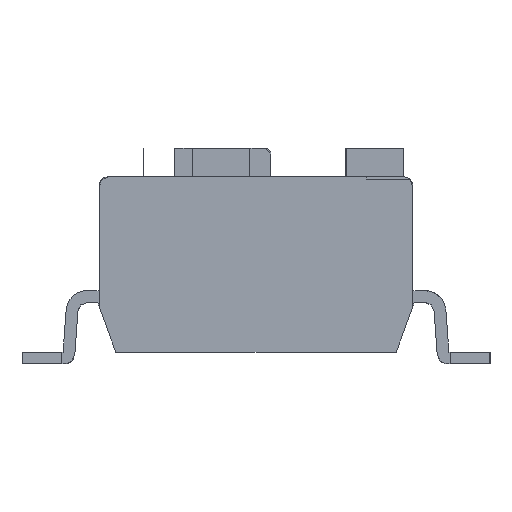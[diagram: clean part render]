
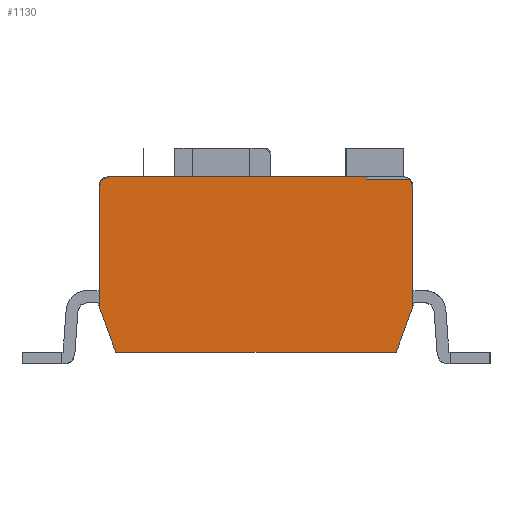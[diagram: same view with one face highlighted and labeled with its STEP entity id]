
A CAD part, left-side view. The second image highlights one B-rep face of the part: STEP entity #1130.
In plain terms, the highlighted planar face has unit normal (1, 0, 0).
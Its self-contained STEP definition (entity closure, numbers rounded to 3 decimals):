
#203=(
BOUNDED_CURVE()
B_SPLINE_CURVE(2,(#21569,#21570,#21571),.UNSPECIFIED.,.F.,.F.)
B_SPLINE_CURVE_WITH_KNOTS((3,3),(0.,0.318),.UNSPECIFIED.)
CURVE()
GEOMETRIC_REPRESENTATION_ITEM()
RATIONAL_B_SPLINE_CURVE((1.,0.707,1.))
REPRESENTATION_ITEM('')
);
#205=(
BOUNDED_CURVE()
B_SPLINE_CURVE(2,(#21585,#21586,#21587),.UNSPECIFIED.,.F.,.F.)
B_SPLINE_CURVE_WITH_KNOTS((3,3),(0.,0.172),.UNSPECIFIED.)
CURVE()
GEOMETRIC_REPRESENTATION_ITEM()
RATIONAL_B_SPLINE_CURVE((1.,0.911,1.))
REPRESENTATION_ITEM('')
);
#1130=ADVANCED_FACE('',(#1781),#11365,.T.);
#1781=FACE_OUTER_BOUND('',#2447,.T.);
#2447=EDGE_LOOP('',(#5143,#5144,#5145,#5146,#5147,#5148,#5149,#5150,#5151,
#5152));
#5143=ORIENTED_EDGE('',*,*,#7585,.T.);
#5144=ORIENTED_EDGE('',*,*,#7586,.T.);
#5145=ORIENTED_EDGE('',*,*,#7404,.T.);
#5146=ORIENTED_EDGE('',*,*,#7591,.T.);
#5147=ORIENTED_EDGE('',*,*,#7406,.F.);
#5148=ORIENTED_EDGE('',*,*,#7195,.T.);
#5149=ORIENTED_EDGE('',*,*,#7587,.T.);
#5150=ORIENTED_EDGE('',*,*,#7231,.T.);
#5151=ORIENTED_EDGE('',*,*,#7400,.F.);
#5152=ORIENTED_EDGE('',*,*,#7584,.T.);
#7195=EDGE_CURVE('',#10421,#10422,#8917,.T.);
#7231=EDGE_CURVE('',#10442,#10441,#8953,.T.);
#7400=EDGE_CURVE('',#10516,#10441,#9116,.T.);
#7404=EDGE_CURVE('',#10517,#10518,#9120,.T.);
#7406=EDGE_CURVE('',#10421,#10520,#9122,.T.);
#7584=EDGE_CURVE('',#10516,#10758,#203,.T.);
#7585=EDGE_CURVE('',#10758,#10759,#9287,.T.);
#7586=EDGE_CURVE('',#10759,#10517,#9288,.T.);
#7587=EDGE_CURVE('',#10422,#10442,#9289,.T.);
#7591=EDGE_CURVE('',#10518,#10520,#205,.T.);
#8917=B_SPLINE_CURVE_WITH_KNOTS('',1,(#20386,#20387),.UNSPECIFIED.,.F.,
 .F.,(2,2),(0.,1.041),.UNSPECIFIED.);
#8953=B_SPLINE_CURVE_WITH_KNOTS('',1,(#20458,#20459),.UNSPECIFIED.,.F.,
 .F.,(2,2),(0.,1.041),.UNSPECIFIED.);
#9116=B_SPLINE_CURVE_WITH_KNOTS('',1,(#20863,#20864),.UNSPECIFIED.,.F.,
 .F.,(2,2),(0.,2.561),.UNSPECIFIED.);
#9120=B_SPLINE_CURVE_WITH_KNOTS('',1,(#20871,#20872),.UNSPECIFIED.,.F.,
 .F.,(2,2),(0.,0.931),.UNSPECIFIED.);
#9122=B_SPLINE_CURVE_WITH_KNOTS('',1,(#20875,#20876),.UNSPECIFIED.,.F.,
 .F.,(2,2),(-2.561,0.),.UNSPECIFIED.);
#9287=B_SPLINE_CURVE_WITH_KNOTS('',1,(#21572,#21573),.UNSPECIFIED.,.F.,
 .F.,(2,2),(0.,5.492),.UNSPECIFIED.);
#9288=B_SPLINE_CURVE_WITH_KNOTS('',1,(#21574,#21575),.UNSPECIFIED.,.F.,
 .F.,(2,2),(0.,0.05),.UNSPECIFIED.);
#9289=B_SPLINE_CURVE_WITH_KNOTS('',1,(#21576,#21577),.UNSPECIFIED.,.F.,
 .F.,(2,2),(0.,5.982),.UNSPECIFIED.);
#10421=VERTEX_POINT('',#17907);
#10422=VERTEX_POINT('',#17908);
#10441=VERTEX_POINT('',#17927);
#10442=VERTEX_POINT('',#17928);
#10516=VERTEX_POINT('',#18002);
#10517=VERTEX_POINT('',#18003);
#10518=VERTEX_POINT('',#18004);
#10520=VERTEX_POINT('',#18006);
#10758=VERTEX_POINT('',#18244);
#10759=VERTEX_POINT('',#18245);
#11365=PLANE('',#12054);
#12054=AXIS2_PLACEMENT_3D('',#14865,#12555,$);
#12555=DIRECTION('',(1.,0.,0.));
#14865=CARTESIAN_POINT('',(-10.992,-4.029,0.386));
#17907=CARTESIAN_POINT('',(-10.992,-3.347,-2.763));
#17908=CARTESIAN_POINT('',(-10.992,-2.991,-3.742));
#17927=CARTESIAN_POINT('',(-10.992,3.347,-2.763));
#17928=CARTESIAN_POINT('',(-10.992,2.991,-3.742));
#18002=CARTESIAN_POINT('',(-10.992,3.347,-0.202));
#18003=CARTESIAN_POINT('',(-10.992,-2.347,-0.05));
#18004=CARTESIAN_POINT('',(-10.992,-3.278,-0.05));
#18006=CARTESIAN_POINT('',(-10.992,-3.347,-0.202));
#18244=CARTESIAN_POINT('',(-10.992,3.145,0.));
#18245=CARTESIAN_POINT('',(-10.992,-2.347,0.));
#20386=CARTESIAN_POINT('',(-10.992,-3.347,-2.763));
#20387=CARTESIAN_POINT('',(-10.992,-2.991,-3.742));
#20458=CARTESIAN_POINT('',(-10.992,2.991,-3.742));
#20459=CARTESIAN_POINT('',(-10.992,3.347,-2.763));
#20863=CARTESIAN_POINT('',(-10.992,3.347,-0.202));
#20864=CARTESIAN_POINT('',(-10.992,3.347,-2.763));
#20871=CARTESIAN_POINT('',(-10.992,-2.347,-0.05));
#20872=CARTESIAN_POINT('',(-10.992,-3.278,-0.05));
#20875=CARTESIAN_POINT('',(-10.992,-3.347,-2.763));
#20876=CARTESIAN_POINT('',(-10.992,-3.347,-0.202));
#21569=CARTESIAN_POINT('',(-10.992,3.347,-0.202));
#21570=CARTESIAN_POINT('',(-10.992,3.347,0.));
#21571=CARTESIAN_POINT('',(-10.992,3.145,0.));
#21572=CARTESIAN_POINT('',(-10.992,3.145,0.));
#21573=CARTESIAN_POINT('',(-10.992,-2.347,0.));
#21574=CARTESIAN_POINT('',(-10.992,-2.347,0.));
#21575=CARTESIAN_POINT('',(-10.992,-2.347,-0.05));
#21576=CARTESIAN_POINT('',(-10.992,-2.991,-3.742));
#21577=CARTESIAN_POINT('',(-10.992,2.991,-3.742));
#21585=CARTESIAN_POINT('',(-10.992,-3.278,-0.05));
#21586=CARTESIAN_POINT('',(-10.992,-3.347,-0.11));
#21587=CARTESIAN_POINT('',(-10.992,-3.347,-0.202));
